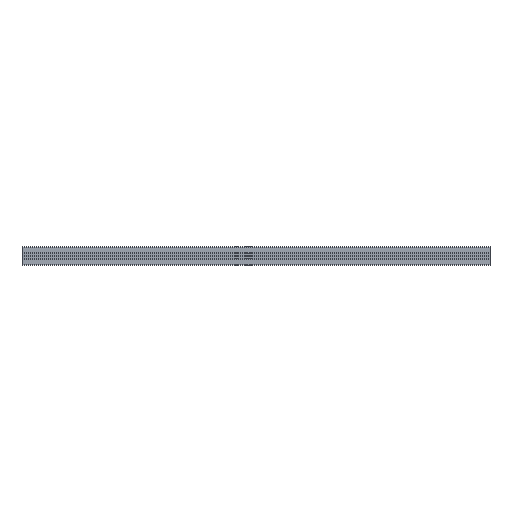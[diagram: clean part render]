
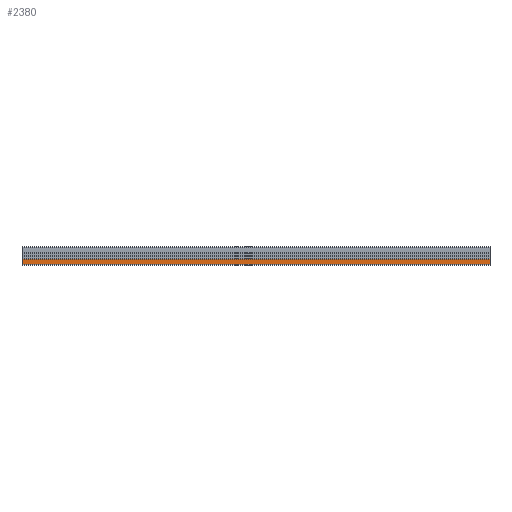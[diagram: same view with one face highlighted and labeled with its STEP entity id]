
A CAD part, front view. The second image highlights one B-rep face of the part: STEP entity #2380.
In plain terms, the highlighted planar face has unit normal (0, -1, 0).
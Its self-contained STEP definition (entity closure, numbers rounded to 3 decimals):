
#32 = PLANE('',#33);
#33 = AXIS2_PLACEMENT_3D('',#34,#35,#36);
#34 = CARTESIAN_POINT('',(0.,-2.939,-4.));
#35 = DIRECTION('',(1.,0.,0.));
#36 = DIRECTION('',(0.,0.,1.));
#1826 = VERTEX_POINT('',#1827);
#1827 = CARTESIAN_POINT('',(0.,-10.,-3.3));
#1846 = CYLINDRICAL_SURFACE('',#1847,0.3);
#1847 = AXIS2_PLACEMENT_3D('',#1848,#1849,#1850);
#1848 = CARTESIAN_POINT('',(0.,-9.7,
    -3.3));
#1849 = DIRECTION('',(1.,0.,0.));
#1850 = DIRECTION('',(0.,-1.,0.));
#1858 = EDGE_CURVE('',#1826,#1859,#1861,.T.);
#1859 = VERTEX_POINT('',#1860);
#1860 = CARTESIAN_POINT('',(0.,-10.,-9.));
#1861 = SURFACE_CURVE('',#1862,(#1866,#1873),.PCURVE_S1.);
#1862 = LINE('',#1863,#1864);
#1863 = CARTESIAN_POINT('',(0.,-10.,-3.));
#1864 = VECTOR('',#1865,1.);
#1865 = DIRECTION('',(0.,0.,-1.));
#1866 = PCURVE('',#32,#1867);
#1867 = DEFINITIONAL_REPRESENTATION('',(#1868),#1872);
#1868 = LINE('',#1869,#1870);
#1869 = CARTESIAN_POINT('',(1.,7.061));
#1870 = VECTOR('',#1871,1.);
#1871 = DIRECTION('',(-1.,0.));
#1872 = ( GEOMETRIC_REPRESENTATION_CONTEXT(2) 
PARAMETRIC_REPRESENTATION_CONTEXT() REPRESENTATION_CONTEXT('2D SPACE',''
  ) );
#1873 = PCURVE('',#1874,#1879);
#1874 = PLANE('',#1875);
#1875 = AXIS2_PLACEMENT_3D('',#1876,#1877,#1878);
#1876 = CARTESIAN_POINT('',(0.,-10.,-3.));
#1877 = DIRECTION('',(0.,1.,0.));
#1878 = DIRECTION('',(0.,0.,-1.));
#1879 = DEFINITIONAL_REPRESENTATION('',(#1880),#1884);
#1880 = LINE('',#1881,#1882);
#1881 = CARTESIAN_POINT('',(0.,0.));
#1882 = VECTOR('',#1883,1.);
#1883 = DIRECTION('',(1.,0.));
#1884 = ( GEOMETRIC_REPRESENTATION_CONTEXT(2) 
PARAMETRIC_REPRESENTATION_CONTEXT() REPRESENTATION_CONTEXT('2D SPACE',''
  ) );
#1903 = CYLINDRICAL_SURFACE('',#1904,1.);
#1904 = AXIS2_PLACEMENT_3D('',#1905,#1906,#1907);
#1905 = CARTESIAN_POINT('',(0.,-9.,-9.));
#1906 = DIRECTION('',(-1.,0.,0.));
#1907 = DIRECTION('',(0.,1.,0.));
#2048 = PLANE('',#2049);
#2049 = AXIS2_PLACEMENT_3D('',#2050,#2051,#2052);
#2050 = CARTESIAN_POINT('',(500.,-2.939,-4.));
#2051 = DIRECTION('',(1.,0.,0.));
#2052 = DIRECTION('',(0.,0.,1.));
#2285 = EDGE_CURVE('',#1859,#2286,#2288,.T.);
#2286 = VERTEX_POINT('',#2287);
#2287 = CARTESIAN_POINT('',(500.,-10.,-9.));
#2288 = SURFACE_CURVE('',#2289,(#2293,#2300),.PCURVE_S1.);
#2289 = LINE('',#2290,#2291);
#2290 = CARTESIAN_POINT('',(0.,-10.,-9.));
#2291 = VECTOR('',#2292,1.);
#2292 = DIRECTION('',(1.,0.,0.));
#2293 = PCURVE('',#1903,#2294);
#2294 = DEFINITIONAL_REPRESENTATION('',(#2295),#2299);
#2295 = LINE('',#2296,#2297);
#2296 = CARTESIAN_POINT('',(-3.142,0.));
#2297 = VECTOR('',#2298,1.);
#2298 = DIRECTION('',(-0.,-1.));
#2299 = ( GEOMETRIC_REPRESENTATION_CONTEXT(2) 
PARAMETRIC_REPRESENTATION_CONTEXT() REPRESENTATION_CONTEXT('2D SPACE',''
  ) );
#2300 = PCURVE('',#1874,#2301);
#2301 = DEFINITIONAL_REPRESENTATION('',(#2302),#2306);
#2302 = LINE('',#2303,#2304);
#2303 = CARTESIAN_POINT('',(6.,0.));
#2304 = VECTOR('',#2305,1.);
#2305 = DIRECTION('',(0.,-1.));
#2306 = ( GEOMETRIC_REPRESENTATION_CONTEXT(2) 
PARAMETRIC_REPRESENTATION_CONTEXT() REPRESENTATION_CONTEXT('2D SPACE',''
  ) );
#2380 = ADVANCED_FACE('',(#2381),#1874,.F.);
#2381 = FACE_BOUND('',#2382,.F.);
#2382 = EDGE_LOOP('',(#2383,#2384,#2407,#2428));
#2383 = ORIENTED_EDGE('',*,*,#1858,.F.);
#2384 = ORIENTED_EDGE('',*,*,#2385,.T.);
#2385 = EDGE_CURVE('',#1826,#2386,#2388,.T.);
#2386 = VERTEX_POINT('',#2387);
#2387 = CARTESIAN_POINT('',(500.,-10.,-3.3));
#2388 = SURFACE_CURVE('',#2389,(#2393,#2400),.PCURVE_S1.);
#2389 = LINE('',#2390,#2391);
#2390 = CARTESIAN_POINT('',(0.,-10.,-3.3));
#2391 = VECTOR('',#2392,1.);
#2392 = DIRECTION('',(1.,0.,0.));
#2393 = PCURVE('',#1874,#2394);
#2394 = DEFINITIONAL_REPRESENTATION('',(#2395),#2399);
#2395 = LINE('',#2396,#2397);
#2396 = CARTESIAN_POINT('',(0.3,0.));
#2397 = VECTOR('',#2398,1.);
#2398 = DIRECTION('',(0.,-1.));
#2399 = ( GEOMETRIC_REPRESENTATION_CONTEXT(2) 
PARAMETRIC_REPRESENTATION_CONTEXT() REPRESENTATION_CONTEXT('2D SPACE',''
  ) );
#2400 = PCURVE('',#1846,#2401);
#2401 = DEFINITIONAL_REPRESENTATION('',(#2402),#2406);
#2402 = LINE('',#2403,#2404);
#2403 = CARTESIAN_POINT('',(-0.,0.));
#2404 = VECTOR('',#2405,1.);
#2405 = DIRECTION('',(-0.,1.));
#2406 = ( GEOMETRIC_REPRESENTATION_CONTEXT(2) 
PARAMETRIC_REPRESENTATION_CONTEXT() REPRESENTATION_CONTEXT('2D SPACE',''
  ) );
#2407 = ORIENTED_EDGE('',*,*,#2408,.T.);
#2408 = EDGE_CURVE('',#2386,#2286,#2409,.T.);
#2409 = SURFACE_CURVE('',#2410,(#2414,#2421),.PCURVE_S1.);
#2410 = LINE('',#2411,#2412);
#2411 = CARTESIAN_POINT('',(500.,-10.,-3.));
#2412 = VECTOR('',#2413,1.);
#2413 = DIRECTION('',(0.,0.,-1.));
#2414 = PCURVE('',#1874,#2415);
#2415 = DEFINITIONAL_REPRESENTATION('',(#2416),#2420);
#2416 = LINE('',#2417,#2418);
#2417 = CARTESIAN_POINT('',(0.,-500.));
#2418 = VECTOR('',#2419,1.);
#2419 = DIRECTION('',(1.,0.));
#2420 = ( GEOMETRIC_REPRESENTATION_CONTEXT(2) 
PARAMETRIC_REPRESENTATION_CONTEXT() REPRESENTATION_CONTEXT('2D SPACE',''
  ) );
#2421 = PCURVE('',#2048,#2422);
#2422 = DEFINITIONAL_REPRESENTATION('',(#2423),#2427);
#2423 = LINE('',#2424,#2425);
#2424 = CARTESIAN_POINT('',(1.,7.061));
#2425 = VECTOR('',#2426,1.);
#2426 = DIRECTION('',(-1.,0.));
#2427 = ( GEOMETRIC_REPRESENTATION_CONTEXT(2) 
PARAMETRIC_REPRESENTATION_CONTEXT() REPRESENTATION_CONTEXT('2D SPACE',''
  ) );
#2428 = ORIENTED_EDGE('',*,*,#2285,.F.);
